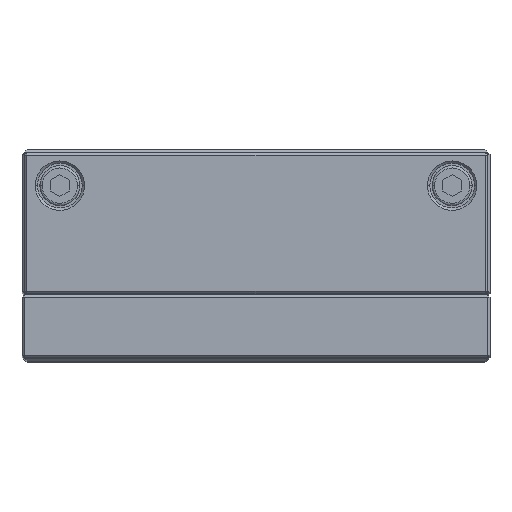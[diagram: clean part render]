
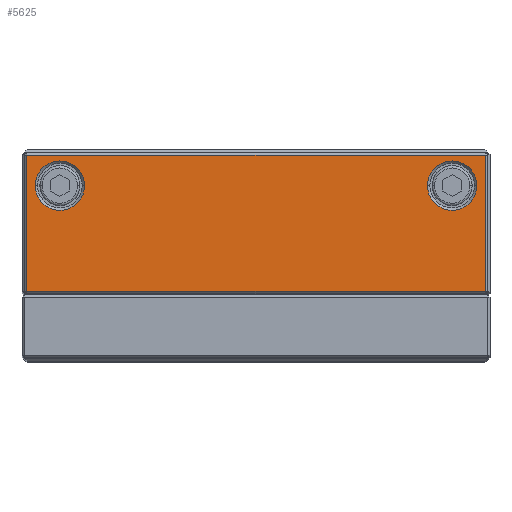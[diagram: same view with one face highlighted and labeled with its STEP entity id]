
A CAD part, top view. The second image highlights one B-rep face of the part: STEP entity #5625.
In plain terms, the highlighted planar face has unit normal (0, 0, 1).
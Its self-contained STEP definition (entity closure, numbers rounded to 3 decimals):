
#4561=FACE_BOUND('',#7794,.T.);
#4562=FACE_BOUND('',#7795,.T.);
#4563=FACE_BOUND('',#7796,.T.);
#4752=PLANE('',#23507);
#5625=ADVANCED_FACE('',(#4561,#4562,#4563),#4752,.T.);
#7794=EDGE_LOOP('',(#13235,#13236,#13237,#13238));
#7795=EDGE_LOOP('',(#13239,#13240));
#7796=EDGE_LOOP('',(#13241,#13242));
#9017=LINE('',#29370,#11076);
#9018=LINE('',#29373,#11077);
#9019=LINE('',#29375,#11078);
#9020=LINE('',#29377,#11079);
#11076=VECTOR('',#24854,1.);
#11077=VECTOR('',#24855,1.);
#11078=VECTOR('',#24856,1.);
#11079=VECTOR('',#24857,1.);
#13235=ORIENTED_EDGE('',*,*,#20441,.T.);
#13236=ORIENTED_EDGE('',*,*,#20442,.T.);
#13237=ORIENTED_EDGE('',*,*,#20443,.T.);
#13238=ORIENTED_EDGE('',*,*,#20444,.T.);
#13239=ORIENTED_EDGE('',*,*,#20367,.T.);
#13240=ORIENTED_EDGE('',*,*,#20440,.T.);
#13241=ORIENTED_EDGE('',*,*,#20371,.T.);
#13242=ORIENTED_EDGE('',*,*,#20439,.T.);
#18587=VERTEX_POINT('',#29216);
#18588=VERTEX_POINT('',#29218);
#18591=VERTEX_POINT('',#29225);
#18592=VERTEX_POINT('',#29227);
#18633=VERTEX_POINT('',#29371);
#18634=VERTEX_POINT('',#29372);
#18635=VERTEX_POINT('',#29374);
#18636=VERTEX_POINT('',#29376);
#20367=EDGE_CURVE('',#18588,#18587,#23115,.T.);
#20371=EDGE_CURVE('',#18592,#18591,#23117,.T.);
#20439=EDGE_CURVE('',#18591,#18592,#23140,.T.);
#20440=EDGE_CURVE('',#18587,#18588,#23141,.T.);
#20441=EDGE_CURVE('',#18633,#18634,#9017,.T.);
#20442=EDGE_CURVE('',#18634,#18635,#9018,.T.);
#20443=EDGE_CURVE('',#18635,#18636,#9019,.T.);
#20444=EDGE_CURVE('',#18636,#18633,#9020,.T.);
#23115=CIRCLE('',#23446,5.25);
#23117=CIRCLE('',#23449,5.25);
#23140=CIRCLE('',#23503,5.25);
#23141=CIRCLE('',#23505,5.25);
#23446=AXIS2_PLACEMENT_3D('',#29217,#24685,#24686);
#23449=AXIS2_PLACEMENT_3D('',#29226,#24693,#24694);
#23503=AXIS2_PLACEMENT_3D('',#29366,#24846,#24847);
#23505=AXIS2_PLACEMENT_3D('',#29368,#24850,#24851);
#23507=AXIS2_PLACEMENT_3D('',#29378,#24858,#24859);
#24685=DIRECTION('',(0.,0.,-1.));
#24686=DIRECTION('',(1.,0.,0.));
#24693=DIRECTION('',(0.,0.,-1.));
#24694=DIRECTION('',(1.,0.,0.));
#24846=DIRECTION('',(0.,0.,-1.));
#24847=DIRECTION('',(1.,0.,0.));
#24850=DIRECTION('',(0.,0.,-1.));
#24851=DIRECTION('',(1.,0.,0.));
#24854=DIRECTION('',(0.,-1.,0.));
#24855=DIRECTION('',(1.,0.,0.));
#24856=DIRECTION('',(0.,1.,0.));
#24857=DIRECTION('',(-1.,0.,0.));
#24858=DIRECTION('',(0.,0.,1.));
#24859=DIRECTION('',(1.,0.,0.));
#29216=CARTESIAN_POINT('',(36.45,37.25,124.));
#29217=CARTESIAN_POINT('',(41.7,37.25,124.));
#29218=CARTESIAN_POINT('',(46.95,37.25,124.));
#29225=CARTESIAN_POINT('',(-46.95,37.25,124.));
#29226=CARTESIAN_POINT('',(-41.7,37.25,124.));
#29227=CARTESIAN_POINT('',(-36.45,37.25,124.));
#29366=CARTESIAN_POINT('',(-41.7,37.25,124.));
#29368=CARTESIAN_POINT('',(41.7,37.25,124.));
#29370=CARTESIAN_POINT('',(-48.7,14.25,124.));
#29371=CARTESIAN_POINT('',(-48.7,43.75,124.));
#29372=CARTESIAN_POINT('',(-48.7,14.75,124.));
#29373=CARTESIAN_POINT('',(49.2,14.75,124.));
#29374=CARTESIAN_POINT('',(48.7,14.75,124.));
#29375=CARTESIAN_POINT('',(48.7,44.25,124.));
#29376=CARTESIAN_POINT('',(48.7,43.75,124.));
#29377=CARTESIAN_POINT('',(-49.2,43.75,124.));
#29378=CARTESIAN_POINT('',(-49.2,14.25,124.));
